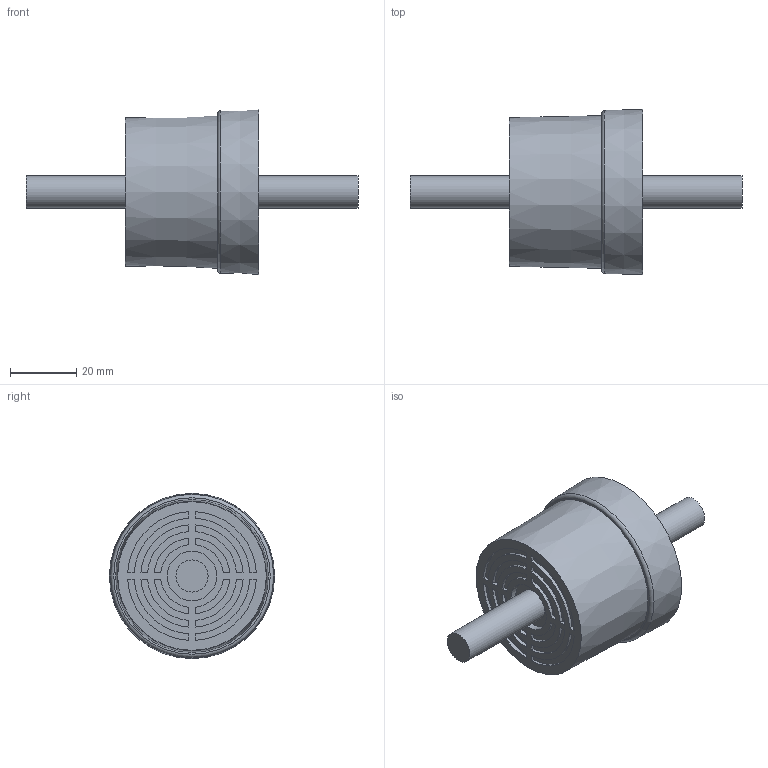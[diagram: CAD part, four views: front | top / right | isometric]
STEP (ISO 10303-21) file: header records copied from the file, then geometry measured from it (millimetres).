
FILE_DESCRIPTION(/* description */ (''),/* implementation_level */ '2;1');
FILE_NAME(/* name */ 'PR7-M10-45.stp',/* time_stamp */ '2024-06-10T17:56:21+09:00',/* author */ ('user'),/* organization */ (''),/* preprocessor_version */ 'ST-DEVELOPER v15.6',/* originating_system */ 'Autodesk Inventor 2015',/* authorisation */ '');
FILE_SCHEMA (('AUTOMOTIVE_DESIGN { 1 0 10303 214 3 1 1 }'));
Length unit declared in the file: millimetre
Products named in the file (1): PR7-M10-45
Bounding box: 100.5 x 50 x 50 mm (x, y, z)
Volume: 72730.4 mm3; surface area: 13170 mm2
Topology: 1 solids, 1 shells, 154 faces, 358 edges, 239 vertices
Faces by surface type: plane 91, cylinder 60, cone 2, torus 1
Full cylindrical faces by diameter (mm): 9.7 x2, 14 x1, 15 x1
Entity records: 4386 total; most frequent: DIRECTION 784, CARTESIAN_POINT 741, ORIENTED_EDGE 698, EDGE_CURVE 349, AXIS2_PLACEMENT_3D 280, VERTEX_POINT 237, LINE 224, VECTOR 224
